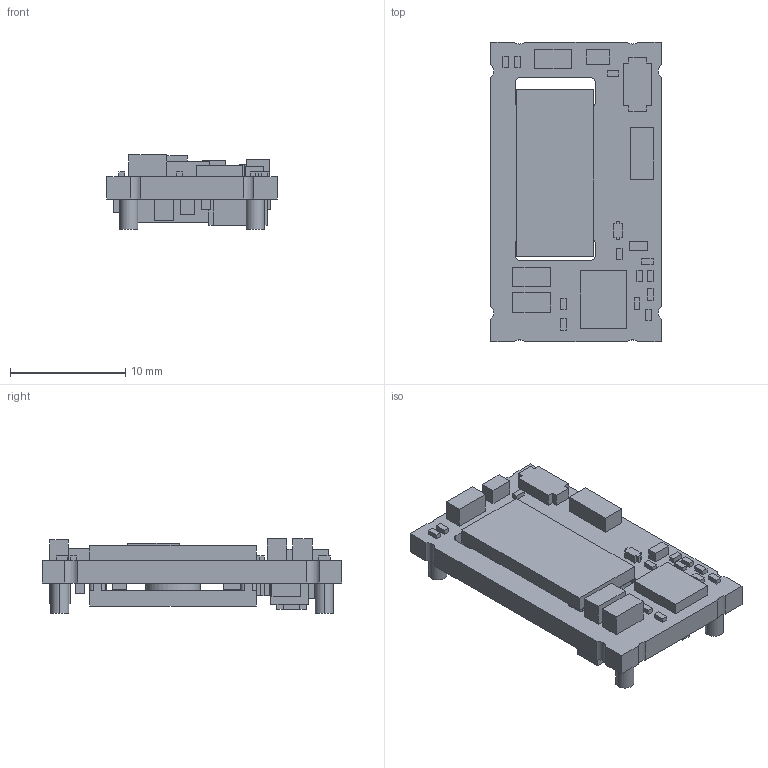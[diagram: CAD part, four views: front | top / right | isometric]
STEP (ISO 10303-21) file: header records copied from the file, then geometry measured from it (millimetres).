
FILE_DESCRIPTION (( 'STEP AP214' ), '1' );
FILE_NAME ('MYBSP01201ABF_CS1.STEP', '2018-05-22T05:23:16', ( 'adminn6f4' ), ( 'Hewlett-Packard Company' ), 'SwSTEP 2.0', 'SolidWorks 2016', '' );
FILE_SCHEMA (( 'AUTOMOTIVE_DESIGN' ));
Length unit declared in the file: millimetre
Products named in the file (42): C201; R003; C008; R002; C007; R001; C005; CN4; C004; CN3; C003; CN2; C002; CN1; C001; C199; R213; L001; R212; ZD001; PGPD0110; R211; IC001; R011; BOARD; C070; R010; D201; R202; MYBSP01201ABF_CS1; D002; R201; D001; R008; C220; R007; C214; R006; C213; R005 ...
Assembly tree (41 placements, depth 2):
  MYBSP01201ABF_CS1
    BOARD
    R211
    R212
    R213
    C001
    C002
    C003
    C004
    C005
    C007
    C008
    C201
    C212
    C213
    C214
    C220
    D001
    D002
    D201
    C070
    IC001
    ZD001
    L001
    C199
    CN1
    CN2
    CN3
    CN4
    R001
    R002
    R003
    R004
    R005
    R006
    R007
    R008
    R201
    R202
    R010
    R011
    PGPD0110
Bounding box: 14.8 x 26 x 6.48 mm (x, y, z)
Volume: 1183.3 mm3; surface area: 2155.4 mm2
Topology: 42 solids, 42 shells, 331 faces, 738 edges, 492 vertices
Faces by surface type: plane 293, cylinder 36, bspline 2
Entity records: 14197 total; most frequent: CARTESIAN_POINT 1631, DIRECTION 1552, ORIENTED_EDGE 1476, EDGE_CURVE 738, VECTOR 662, LINE 662, VERTEX_POINT 492, AXIS2_PLACEMENT_3D 445
